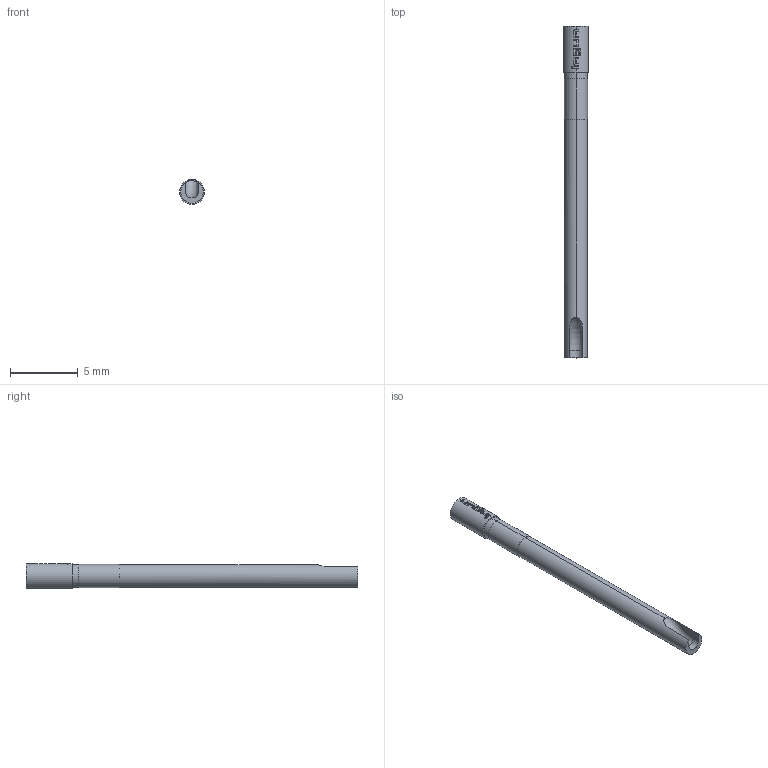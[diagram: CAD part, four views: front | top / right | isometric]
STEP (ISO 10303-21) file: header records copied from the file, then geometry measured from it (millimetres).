
FILE_DESCRIPTION (( 'STEP AP203' ), '1' );
FILE_NAME ('INGUN_KS-899_30_M-R-T.STEP', '2022-02-09T05:36:02', ( 'ochi' ), ( '' ), 'SwSTEP 2.0', 'SolidWorks 2018', '' );
FILE_SCHEMA (( 'CONFIG_CONTROL_DESIGN' ));
Length unit declared in the file: millimetre
Products named in the file (1): INGUN_KS-899_30_M-R-T
Bounding box: 1.84 x 24.5 x 1.84 mm (x, y, z)
Volume: 53.1 mm3; surface area: 138.8 mm2
Topology: 1 solids, 1 shells, 98 faces, 276 edges, 184 vertices
Faces by surface type: plane 47, cylinder 28, bspline 22, torus 1
Entity records: 3547 total; most frequent: CARTESIAN_POINT 1075, ORIENTED_EDGE 552, DIRECTION 438, EDGE_CURVE 276, VERTEX_POINT 184, AXIS2_PLACEMENT_3D 173, EDGE_LOOP 102, ADVANCED_FACE 98
